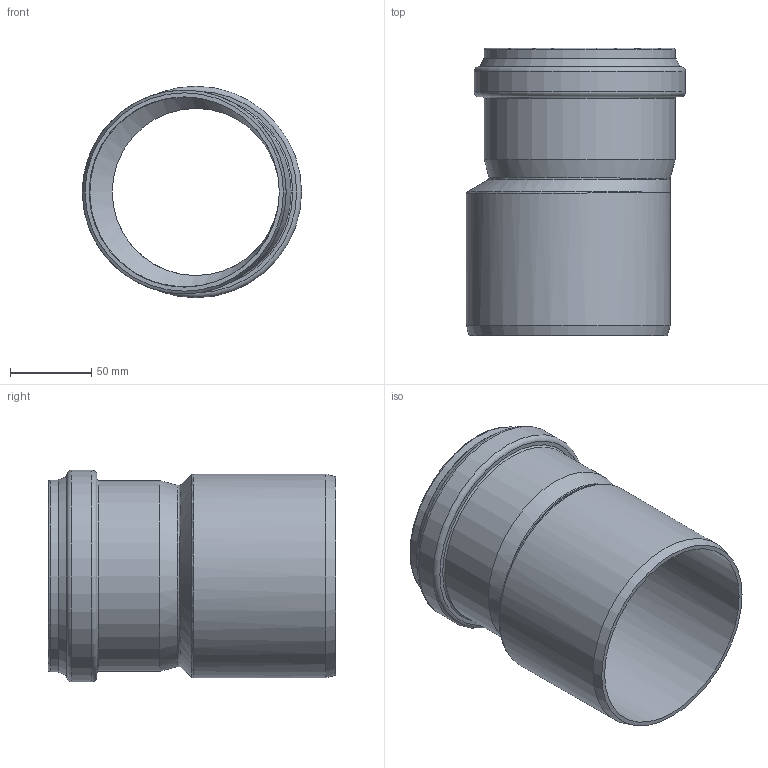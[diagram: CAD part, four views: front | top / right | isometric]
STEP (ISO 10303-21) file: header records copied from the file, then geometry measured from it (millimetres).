
FILE_DESCRIPTION(/* description */ (''),/* implementation_level */ '2;1');
FILE_NAME(/* name */ '775340 KG2000R Reduktion DN_OD 125_110.stp',/* time_stamp */ '2017-01-30T10:57:16+01:00',/* author */ ('user1'),/* organization */ (''),/* preprocessor_version */ 'ST-DEVELOPER v16.1',/* originating_system */ 'Autodesk Inventor 2016',/* authorisation */ '');
FILE_SCHEMA (('AUTOMOTIVE_DESIGN { 1 0 10303 214 3 1 1 }'));
Length unit declared in the file: millimetre
Products named in the file (1): 775340 KG2000R Reduktion DN_OD 125_110
Bounding box: 134.65 x 176.5 x 130 mm (x, y, z)
Volume: 263355.4 mm3; surface area: 142605.8 mm2
Topology: 1 solids, 1 shells, 42 faces, 88 edges, 47 vertices
Faces by surface type: torus 14, cylinder 10, cone 8, bspline 5, plane 5
Full cylindrical faces by diameter (mm): 102.7 x1, 110.6 x1, 110.9 x2, 116.9 x1, 117.2 x1, 117.5 x1, 123.4 x1, 125.1 x1, 130 x1
Entity records: 1737 total; most frequent: CARTESIAN_POINT 1001, DIRECTION 152, ORIENTED_EDGE 98, EDGE_LOOP 79, AXIS2_PLACEMENT_3D 76, EDGE_CURVE 49, VERTEX_POINT 44, FACE_OUTER_BOUND 42
